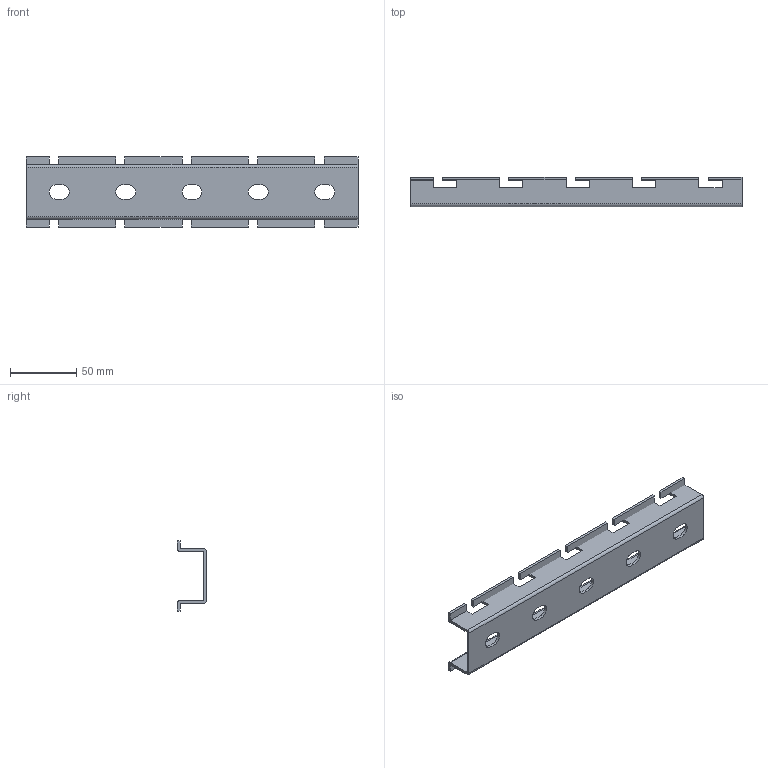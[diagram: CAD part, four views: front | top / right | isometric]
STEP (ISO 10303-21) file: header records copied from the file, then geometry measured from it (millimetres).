
FILE_DESCRIPTION (( 'STEP AP214' ), '1' );
FILE_NAME ('LC-OBR150_3D.step', '2023-05-09T16:29:34', ( '' ), ( '' ), 'SwSTEP 2.0', 'SolidWorks 2022', '' );
FILE_SCHEMA (( 'AUTOMOTIVE_DESIGN' ));
Length unit declared in the file: millimetre
Products named in the file (1): LC-OBR150_3D
Bounding box: 250 x 22 x 53 mm (x, y, z)
Volume: 40761.4 mm3; surface area: 43514.9 mm2
Topology: 1 solids, 1 shells, 142 faces, 400 edges, 260 vertices
Faces by surface type: plane 104, cylinder 38
Entity records: 4594 total; most frequent: CARTESIAN_POINT 803, ORIENTED_EDGE 800, DIRECTION 762, EDGE_CURVE 400, LINE 324, VECTOR 324, VERTEX_POINT 260, AXIS2_PLACEMENT_3D 219
